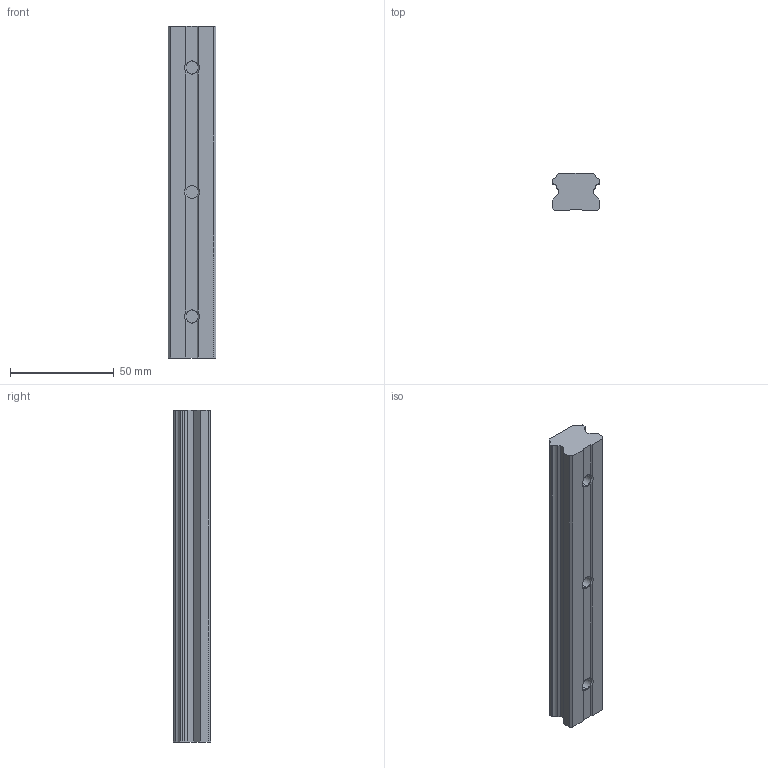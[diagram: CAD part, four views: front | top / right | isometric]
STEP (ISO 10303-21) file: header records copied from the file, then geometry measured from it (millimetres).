
FILE_DESCRIPTION (( 'STEP AP203' ), '1' );
FILE_NAME ('EGR25T.STEP', '2007-01-16T13:43:58', ( 'HIWIN GmbH' ), ( '77654 Offenburg' ), 'SwSTEP 2.0', 'SolidWorks 2006104', '' );
FILE_SCHEMA (( 'CONFIG_CONTROL_DESIGN' ));
Length unit declared in the file: millimetre
Products named in the file (1): EGR25T
Bounding box: 23 x 18 x 160 mm (x, y, z)
Volume: 57393.4 mm3; surface area: 14600.4 mm2
Topology: 1 solids, 1 shells, 54 faces, 154 edges, 102 vertices
Faces by surface type: plane 34, cylinder 14, cone 6
Entity records: 1861 total; most frequent: CARTESIAN_POINT 359, ORIENTED_EDGE 308, DIRECTION 294, EDGE_CURVE 154, VERTEX_POINT 102, AXIS2_PLACEMENT_3D 101, VECTOR 92, LINE 92
